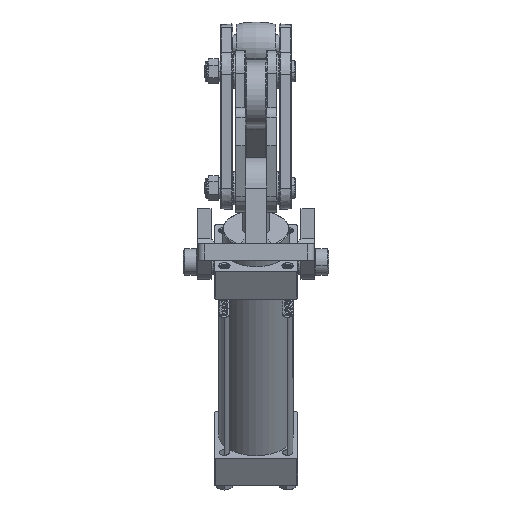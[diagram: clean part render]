
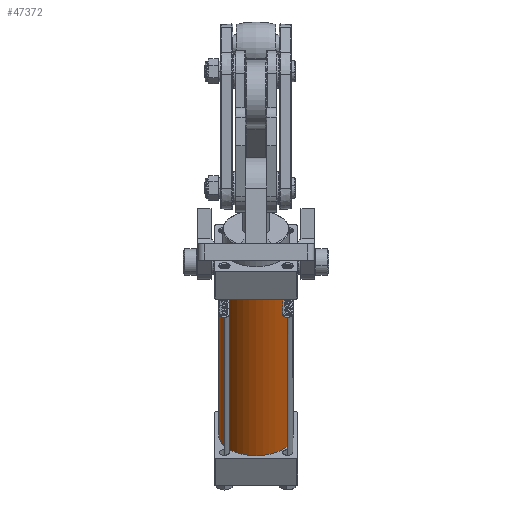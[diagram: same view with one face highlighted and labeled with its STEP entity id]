
A CAD part, left-side view. The second image highlights one B-rep face of the part: STEP entity #47372.
In plain terms, the highlighted cylindrical face has radius 22.5 mm (diameter 45 mm), a partial arc.
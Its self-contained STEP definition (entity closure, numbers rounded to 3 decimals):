
#2042 = AXIS2_PLACEMENT_3D ( 'NONE', #44961, #8760, #51036 ) ;
#4448 = VECTOR ( 'NONE', #70052, 1000. ) ;
#7736 = VERTEX_POINT ( 'NONE', #34077 ) ;
#8760 = DIRECTION ( 'NONE',  ( 0., 0., 1. ) ) ;
#9366 = DIRECTION ( 'NONE',  ( 0., 0., 1. ) ) ;
#9730 = ORIENTED_EDGE ( 'NONE', *, *, #69316, .F. ) ;
#11554 = CARTESIAN_POINT ( 'NONE',  ( 0., 0., 138. ) ) ;
#13590 = EDGE_LOOP ( 'NONE', ( #9730, #48517, #33409, #50015 ) ) ;
#18774 = CARTESIAN_POINT ( 'NONE',  ( -22.5, 0., 23. ) ) ;
#19585 = EDGE_CURVE ( 'NONE', #7736, #50693, #58051, .T. ) ;
#19640 = CYLINDRICAL_SURFACE ( 'NONE', #37673, 22.5 ) ;
#23676 = DIRECTION ( 'NONE',  ( 0., 0., -1. ) ) ;
#25747 = AXIS2_PLACEMENT_3D ( 'NONE', #45547, #9366, #51607 ) ;
#27484 = CARTESIAN_POINT ( 'NONE',  ( 22.5, 0., 138. ) ) ;
#33409 = ORIENTED_EDGE ( 'NONE', *, *, #47823, .T. ) ;
#34077 = CARTESIAN_POINT ( 'NONE',  ( -22.5, 0., 138. ) ) ;
#37673 = AXIS2_PLACEMENT_3D ( 'NONE', #11554, #23676, #41611 ) ;
#41611 = DIRECTION ( 'NONE',  ( -1., 0., 0. ) ) ;
#44820 = EDGE_CURVE ( 'NONE', #56806, #70585, #67389, .T. ) ;
#44961 = CARTESIAN_POINT ( 'NONE',  ( 0., 0., 138. ) ) ;
#45547 = CARTESIAN_POINT ( 'NONE',  ( 0., 0., 23. ) ) ;
#47372 = ADVANCED_FACE ( 'NONE', ( #51735 ), #19640, .T. ) ;
#47823 = EDGE_CURVE ( 'NONE', #7736, #56806, #68481, .T. ) ;
#48517 = ORIENTED_EDGE ( 'NONE', *, *, #19585, .F. ) ;
#49518 = CARTESIAN_POINT ( 'NONE',  ( 22.5, 0., 23. ) ) ;
#50015 = ORIENTED_EDGE ( 'NONE', *, *, #44820, .T. ) ;
#50693 = VERTEX_POINT ( 'NONE', #77706 ) ;
#51036 = DIRECTION ( 'NONE',  ( 1., 0., 0. ) ) ;
#51328 = LINE ( 'NONE', #27484, #65320 ) ;
#51607 = DIRECTION ( 'NONE',  ( 1., 0., 0. ) ) ;
#51735 = FACE_OUTER_BOUND ( 'NONE', #13590, .T. ) ;
#56806 = VERTEX_POINT ( 'NONE', #18774 ) ;
#58051 = CIRCLE ( 'NONE', #2042, 22.5 ) ;
#63532 = CARTESIAN_POINT ( 'NONE',  ( -22.5, 0., 138. ) ) ;
#65320 = VECTOR ( 'NONE', #69457, 1000. ) ;
#67389 = CIRCLE ( 'NONE', #25747, 22.5 ) ;
#68481 = LINE ( 'NONE', #63532, #4448 ) ;
#69316 = EDGE_CURVE ( 'NONE', #50693, #70585, #51328, .T. ) ;
#69457 = DIRECTION ( 'NONE',  ( 0., 0., -1. ) ) ;
#70052 = DIRECTION ( 'NONE',  ( 0., 0., -1. ) ) ;
#70585 = VERTEX_POINT ( 'NONE', #49518 ) ;
#77706 = CARTESIAN_POINT ( 'NONE',  ( 22.5, 0., 138. ) ) ;
